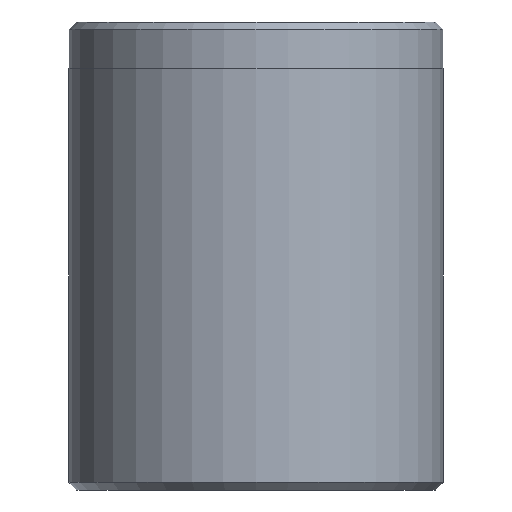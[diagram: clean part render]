
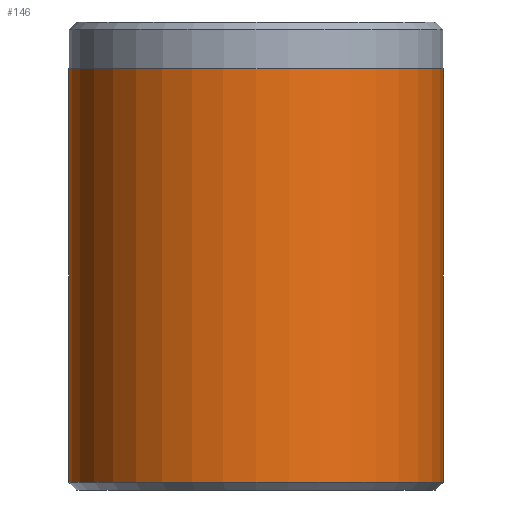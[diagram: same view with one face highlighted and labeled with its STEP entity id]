
A CAD part, front view. The second image highlights one B-rep face of the part: STEP entity #146.
In plain terms, the highlighted cylindrical face has radius 12 mm (diameter 24 mm), a partial arc.
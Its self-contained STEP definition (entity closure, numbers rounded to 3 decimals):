
#19 = DIRECTION ( 'NONE',  ( 0., 0., -1. ) ) ;
#26 = CARTESIAN_POINT ( 'NONE',  ( 0., 0., 30. ) ) ;
#33 = DIRECTION ( 'NONE',  ( -1., 0., 0. ) ) ;
#146 = ADVANCED_FACE ( 'NONE', ( #411 ), #1235, .T. ) ;
#209 = CARTESIAN_POINT ( 'NONE',  ( -12., 0., 0.5 ) ) ;
#225 = CIRCLE ( 'NONE', #645, 12. ) ;
#291 = CARTESIAN_POINT ( 'NONE',  ( -12., 0., 30. ) ) ;
#361 = CARTESIAN_POINT ( 'NONE',  ( 0., 0., 0.5 ) ) ;
#384 = LINE ( 'NONE', #2276, #1261 ) ;
#411 = FACE_OUTER_BOUND ( 'NONE', #1530, .T. ) ;
#433 = EDGE_CURVE ( 'NONE', #1188, #1148, #384, .T. ) ;
#498 = CARTESIAN_POINT ( 'NONE',  ( -12., 0., 27. ) ) ;
#530 = DIRECTION ( 'NONE',  ( 1., 0., 0. ) ) ;
#629 = AXIS2_PLACEMENT_3D ( 'NONE', #26, #19, #33 ) ;
#645 = AXIS2_PLACEMENT_3D ( 'NONE', #1788, #727, #1958 ) ;
#727 = DIRECTION ( 'NONE',  ( 0., 0., 1. ) ) ;
#795 = ORIENTED_EDGE ( 'NONE', *, *, #433, .F. ) ;
#833 = EDGE_CURVE ( 'NONE', #1945, #2007, #1800, .T. ) ;
#855 = CIRCLE ( 'NONE', #2111, 12. ) ;
#861 = VECTOR ( 'NONE', #1864, 1000. ) ;
#1029 = EDGE_CURVE ( 'NONE', #2007, #1148, #855, .T. ) ;
#1148 = VERTEX_POINT ( 'NONE', #1779 ) ;
#1160 = EDGE_CURVE ( 'NONE', #1945, #1188, #225, .T. ) ;
#1188 = VERTEX_POINT ( 'NONE', #1446 ) ;
#1235 = CYLINDRICAL_SURFACE ( 'NONE', #629, 12. ) ;
#1261 = VECTOR ( 'NONE', #1935, 1000. ) ;
#1446 = CARTESIAN_POINT ( 'NONE',  ( 12., 0., 27. ) ) ;
#1458 = ORIENTED_EDGE ( 'NONE', *, *, #1160, .F. ) ;
#1530 = EDGE_LOOP ( 'NONE', ( #795, #1458, #1549, #1653 ) ) ;
#1549 = ORIENTED_EDGE ( 'NONE', *, *, #833, .T. ) ;
#1584 = DIRECTION ( 'NONE',  ( 0., 0., 1. ) ) ;
#1653 = ORIENTED_EDGE ( 'NONE', *, *, #1029, .T. ) ;
#1779 = CARTESIAN_POINT ( 'NONE',  ( 12., 0., 0.5 ) ) ;
#1788 = CARTESIAN_POINT ( 'NONE',  ( 0., 0., 27. ) ) ;
#1800 = LINE ( 'NONE', #291, #861 ) ;
#1864 = DIRECTION ( 'NONE',  ( 0., 0., -1. ) ) ;
#1935 = DIRECTION ( 'NONE',  ( 0., 0., -1. ) ) ;
#1945 = VERTEX_POINT ( 'NONE', #498 ) ;
#1958 = DIRECTION ( 'NONE',  ( 1., 0., 0. ) ) ;
#2007 = VERTEX_POINT ( 'NONE', #209 ) ;
#2111 = AXIS2_PLACEMENT_3D ( 'NONE', #361, #1584, #530 ) ;
#2276 = CARTESIAN_POINT ( 'NONE',  ( 12., 0., 30. ) ) ;
